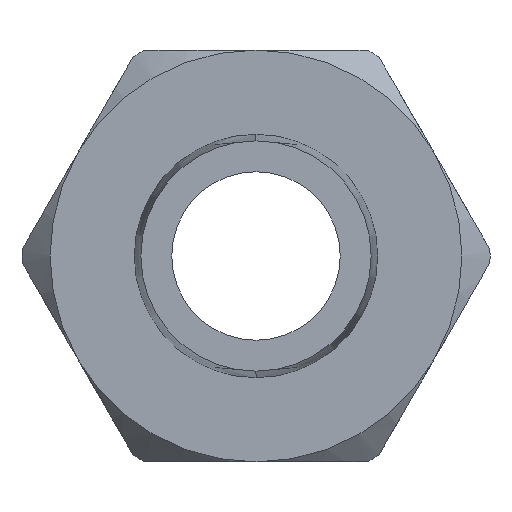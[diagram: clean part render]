
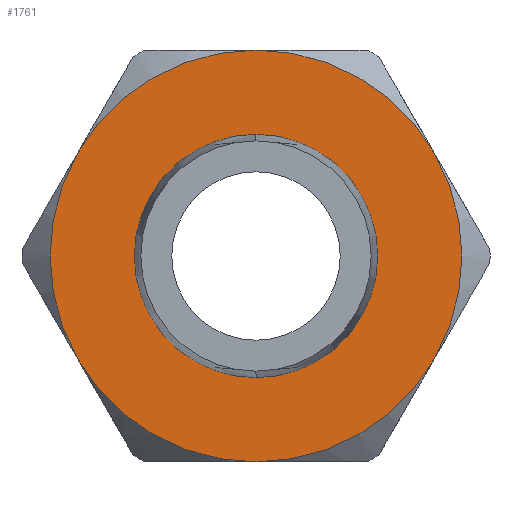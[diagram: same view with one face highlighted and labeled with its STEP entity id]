
A CAD part, left-side view. The second image highlights one B-rep face of the part: STEP entity #1761.
In plain terms, the highlighted planar face has unit normal (-1, 0, 0).
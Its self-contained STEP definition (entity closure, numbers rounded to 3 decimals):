
#15 = VERTEX_POINT ( 'NONE', #2278 ) ;
#51 = DIRECTION ( 'NONE',  ( -1., 0., 0. ) ) ;
#53 = EDGE_CURVE ( 'NONE', #4778, #3842, #758, .T. ) ;
#263 = VERTEX_POINT ( 'NONE', #1022 ) ;
#289 = VERTEX_POINT ( 'NONE', #2247 ) ;
#306 = CARTESIAN_POINT ( 'NONE',  ( 16., -9.526, 5.5 ) ) ;
#328 = EDGE_CURVE ( 'NONE', #263, #4778, #3339, .T. ) ;
#386 = DIRECTION ( 'NONE',  ( -1., 0., 0. ) ) ;
#444 = CARTESIAN_POINT ( 'NONE',  ( 16., 0., 0. ) ) ;
#526 = EDGE_CURVE ( 'NONE', #3842, #4828, #3258, .T. ) ;
#632 = ORIENTED_EDGE ( 'NONE', *, *, #328, .T. ) ;
#699 = FACE_OUTER_BOUND ( 'NONE', #3089, .T. ) ;
#750 = CARTESIAN_POINT ( 'NONE',  ( 16., 0., 0. ) ) ;
#758 = CIRCLE ( 'NONE', #1411, 11. ) ;
#807 = DIRECTION ( 'NONE',  ( 0., 0., 1. ) ) ;
#919 = AXIS2_PLACEMENT_3D ( 'NONE', #444, #51, #807 ) ;
#1022 = CARTESIAN_POINT ( 'NONE',  ( 16., 0., -11. ) ) ;
#1026 = FACE_BOUND ( 'NONE', #4096, .T. ) ;
#1085 = CIRCLE ( 'NONE', #4879, 11. ) ;
#1099 = DIRECTION ( 'NONE',  ( -1., 0., 0. ) ) ;
#1123 = CARTESIAN_POINT ( 'NONE',  ( 16., -9.526, -5.5 ) ) ;
#1146 = DIRECTION ( 'NONE',  ( -1., 0., 0. ) ) ;
#1155 = CIRCLE ( 'NONE', #3978, 6.5 ) ;
#1351 = VERTEX_POINT ( 'NONE', #3159 ) ;
#1367 = EDGE_CURVE ( 'NONE', #15, #263, #1664, .T. ) ;
#1411 = AXIS2_PLACEMENT_3D ( 'NONE', #750, #386, #4632 ) ;
#1461 = DIRECTION ( 'NONE',  ( 0., 0., 1. ) ) ;
#1515 = DIRECTION ( 'NONE',  ( -1., 0., 0. ) ) ;
#1613 = DIRECTION ( 'NONE',  ( 0., 0., 1. ) ) ;
#1664 = CIRCLE ( 'NONE', #919, 11. ) ;
#1692 = ORIENTED_EDGE ( 'NONE', *, *, #2727, .F. ) ;
#1761 = ADVANCED_FACE ( 'NONE', ( #1026, #699 ), #2276, .F. ) ;
#1961 = CARTESIAN_POINT ( 'NONE',  ( 16., 9.526, 5.5 ) ) ;
#1962 = EDGE_CURVE ( 'NONE', #4828, #2989, #1085, .T. ) ;
#1982 = AXIS2_PLACEMENT_3D ( 'NONE', #2039, #4673, #1613 ) ;
#2039 = CARTESIAN_POINT ( 'NONE',  ( 16., 0., 0. ) ) ;
#2040 = DIRECTION ( 'NONE',  ( -1., 0., 0. ) ) ;
#2042 = AXIS2_PLACEMENT_3D ( 'NONE', #4578, #1099, #4196 ) ;
#2203 = CARTESIAN_POINT ( 'NONE',  ( 16., 0., 0. ) ) ;
#2247 = CARTESIAN_POINT ( 'NONE',  ( 16., 0., -6.5 ) ) ;
#2276 = PLANE ( 'NONE',  #4555 ) ;
#2278 = CARTESIAN_POINT ( 'NONE',  ( 16., 9.526, -5.5 ) ) ;
#2515 = ORIENTED_EDGE ( 'NONE', *, *, #526, .T. ) ;
#2578 = CIRCLE ( 'NONE', #2042, 11. ) ;
#2631 = DIRECTION ( 'NONE',  ( 1., 0., 0. ) ) ;
#2727 = EDGE_CURVE ( 'NONE', #289, #1351, #1155, .T. ) ;
#2802 = DIRECTION ( 'NONE',  ( 0., 0., 1. ) ) ;
#2989 = VERTEX_POINT ( 'NONE', #1961 ) ;
#3035 = ORIENTED_EDGE ( 'NONE', *, *, #1367, .T. ) ;
#3045 = DIRECTION ( 'NONE',  ( -1., 0., 0. ) ) ;
#3089 = EDGE_LOOP ( 'NONE', ( #3035, #632, #3841, #2515, #4622, #3170 ) ) ;
#3159 = CARTESIAN_POINT ( 'NONE',  ( 16., 0., 6.5 ) ) ;
#3170 = ORIENTED_EDGE ( 'NONE', *, *, #3932, .T. ) ;
#3258 = CIRCLE ( 'NONE', #3507, 11. ) ;
#3322 = CARTESIAN_POINT ( 'NONE',  ( 16., 0., 11. ) ) ;
#3339 = CIRCLE ( 'NONE', #4800, 11. ) ;
#3443 = CARTESIAN_POINT ( 'NONE',  ( 16., 0., 0. ) ) ;
#3507 = AXIS2_PLACEMENT_3D ( 'NONE', #4189, #1515, #1461 ) ;
#3548 = CARTESIAN_POINT ( 'NONE',  ( 16., 0., 0. ) ) ;
#3666 = CIRCLE ( 'NONE', #1982, 6.5 ) ;
#3791 = DIRECTION ( 'NONE',  ( 0., 0., 1. ) ) ;
#3799 = CARTESIAN_POINT ( 'NONE',  ( 16., 0., 0. ) ) ;
#3841 = ORIENTED_EDGE ( 'NONE', *, *, #53, .T. ) ;
#3842 = VERTEX_POINT ( 'NONE', #306 ) ;
#3932 = EDGE_CURVE ( 'NONE', #2989, #15, #2578, .T. ) ;
#3978 = AXIS2_PLACEMENT_3D ( 'NONE', #3548, #2040, #2802 ) ;
#4096 = EDGE_LOOP ( 'NONE', ( #4914, #1692 ) ) ;
#4153 = EDGE_CURVE ( 'NONE', #1351, #289, #3666, .T. ) ;
#4172 = DIRECTION ( 'NONE',  ( 0., 0., -1. ) ) ;
#4189 = CARTESIAN_POINT ( 'NONE',  ( 16., 0., 0. ) ) ;
#4196 = DIRECTION ( 'NONE',  ( 0., 0., 1. ) ) ;
#4555 = AXIS2_PLACEMENT_3D ( 'NONE', #2203, #2631, #4172 ) ;
#4578 = CARTESIAN_POINT ( 'NONE',  ( 16., 0., 0. ) ) ;
#4622 = ORIENTED_EDGE ( 'NONE', *, *, #1962, .T. ) ;
#4632 = DIRECTION ( 'NONE',  ( 0., 0., 1. ) ) ;
#4654 = DIRECTION ( 'NONE',  ( 0., 0., 1. ) ) ;
#4673 = DIRECTION ( 'NONE',  ( -1., 0., 0. ) ) ;
#4778 = VERTEX_POINT ( 'NONE', #1123 ) ;
#4800 = AXIS2_PLACEMENT_3D ( 'NONE', #3799, #1146, #4654 ) ;
#4828 = VERTEX_POINT ( 'NONE', #3322 ) ;
#4879 = AXIS2_PLACEMENT_3D ( 'NONE', #3443, #3045, #3791 ) ;
#4914 = ORIENTED_EDGE ( 'NONE', *, *, #4153, .F. ) ;
